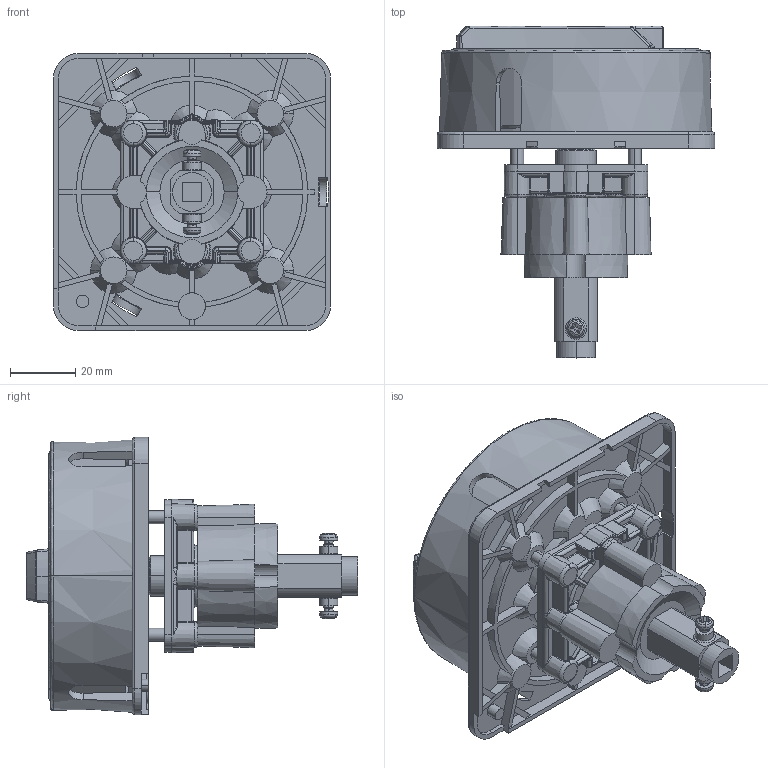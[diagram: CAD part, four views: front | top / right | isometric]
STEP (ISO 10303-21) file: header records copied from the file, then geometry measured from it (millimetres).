
FILE_DESCRIPTION (( 'STEP AP214' ), '1' );
FILE_NAME ('H06R.step', '2020-05-11T19:29:07', ( '' ), ( '' ), 'SwSTEP 2.0', 'SolidWorks 2019', '' );
FILE_SCHEMA (( 'AUTOMOTIVE_DESIGN' ));
Length unit declared in the file: inch
Products named in the file (2): H06R
Bounding box: 85 x 101.7 x 85 mm (x, y, z)
Volume: 111712.4 mm3; surface area: 73044.2 mm2
Topology: 1 solids, 1 shells, 1642 faces, 4101 edges, 2469 vertices
Faces by surface type: bspline 663, plane 546, cylinder 311, cone 122
Entity records: 68138 total; most frequent: CARTESIAN_POINT 33506, ORIENTED_EDGE 8144, DIRECTION 6030, EDGE_CURVE 4072, VERTEX_POINT 2469, AXIS2_PLACEMENT_3D 2234, EDGE_LOOP 1707, ADVANCED_FACE 1642
